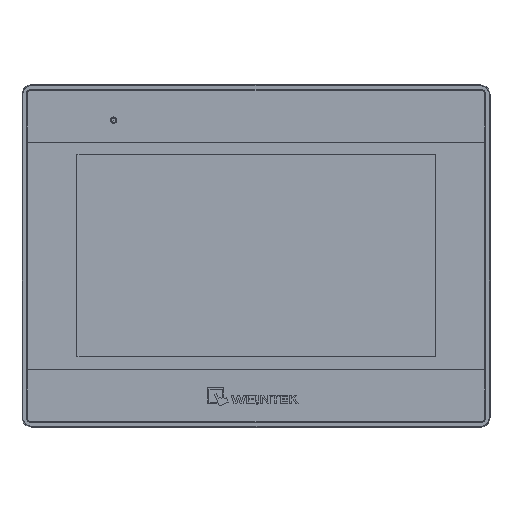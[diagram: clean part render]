
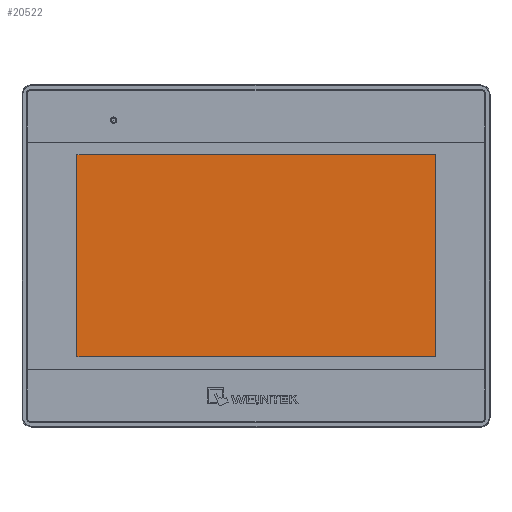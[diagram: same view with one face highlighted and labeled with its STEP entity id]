
A CAD part, top view. The second image highlights one B-rep face of the part: STEP entity #20522.
In plain terms, the highlighted planar face has unit normal (0, 0, 1).
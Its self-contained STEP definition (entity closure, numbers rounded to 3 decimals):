
#5799 = AXIS2_PLACEMENT_3D ( 'NONE', #12357, #12364, #12365 ) ;
#9731 = VECTOR ( 'NONE', #59872, 1000. ) ;
#9734 = VECTOR ( 'NONE', #59870, 1000. ) ;
#9736 = VECTOR ( 'NONE', #59875, 1000. ) ;
#9737 = VECTOR ( 'NONE', #59878, 1000. ) ;
#12357 = CARTESIAN_POINT ( 'NONE',  ( -96., -69.05, 4.93 ) ) ;
#12361 = FACE_OUTER_BOUND ( 'NONE', #47464, .T. ) ;
#12362 = PLANE ( 'NONE',  #5799 ) ;
#12364 = DIRECTION ( 'NONE',  ( 0., 0., -1. ) ) ;
#12365 = DIRECTION ( 'NONE',  ( 1., 0., 0. ) ) ;
#20522 = ADVANCED_FACE ( 'NONE', ( #12361 ), #12362, .F. ) ;
#23752 = CARTESIAN_POINT ( 'NONE',  ( 77., -43.19, 4.93 ) ) ;
#23770 = CARTESIAN_POINT ( 'NONE',  ( -76.65, -43.19, 4.93 ) ) ;
#23776 = CARTESIAN_POINT ( 'NONE',  ( 77., 43.43, 4.93 ) ) ;
#23800 = CARTESIAN_POINT ( 'NONE',  ( -76.65, 43.43, 4.93 ) ) ;
#41459 = VERTEX_POINT ( 'NONE', #23752 ) ;
#41468 = VERTEX_POINT ( 'NONE', #23770 ) ;
#41471 = VERTEX_POINT ( 'NONE', #23776 ) ;
#41483 = VERTEX_POINT ( 'NONE', #23800 ) ;
#47464 = EDGE_LOOP ( 'NONE', ( #48175, #48176, #48177, #48178 ) ) ;
#48175 = ORIENTED_EDGE ( 'NONE', *, *, #55331, .T. ) ;
#48176 = ORIENTED_EDGE ( 'NONE', *, *, #55333, .T. ) ;
#48177 = ORIENTED_EDGE ( 'NONE', *, *, #55335, .T. ) ;
#48178 = ORIENTED_EDGE ( 'NONE', *, *, #55337, .T. ) ;
#55331 = EDGE_CURVE ( 'NONE', #41471, #41483, #59867, .T. ) ;
#55333 = EDGE_CURVE ( 'NONE', #41483, #41468, #59853, .T. ) ;
#55335 = EDGE_CURVE ( 'NONE', #41468, #41459, #59873, .T. ) ;
#55337 = EDGE_CURVE ( 'NONE', #41459, #41471, #59876, .T. ) ;
#59853 = LINE ( 'NONE', #59871, #9731 ) ;
#59867 = LINE ( 'NONE', #59869, #9734 ) ;
#59869 = CARTESIAN_POINT ( 'NONE',  ( -96., 43.43, 4.93 ) ) ;
#59870 = DIRECTION ( 'NONE',  ( -1., 0., 0. ) ) ;
#59871 = CARTESIAN_POINT ( 'NONE',  ( -76.65, -69.05, 4.93 ) ) ;
#59872 = DIRECTION ( 'NONE',  ( 0., -1., 0. ) ) ;
#59873 = LINE ( 'NONE', #59874, #9736 ) ;
#59874 = CARTESIAN_POINT ( 'NONE',  ( -96., -43.19, 4.93 ) ) ;
#59875 = DIRECTION ( 'NONE',  ( 1., 0., 0. ) ) ;
#59876 = LINE ( 'NONE', #59877, #9737 ) ;
#59877 = CARTESIAN_POINT ( 'NONE',  ( 77., -69.05, 4.93 ) ) ;
#59878 = DIRECTION ( 'NONE',  ( 0., 1., 0. ) ) ;
